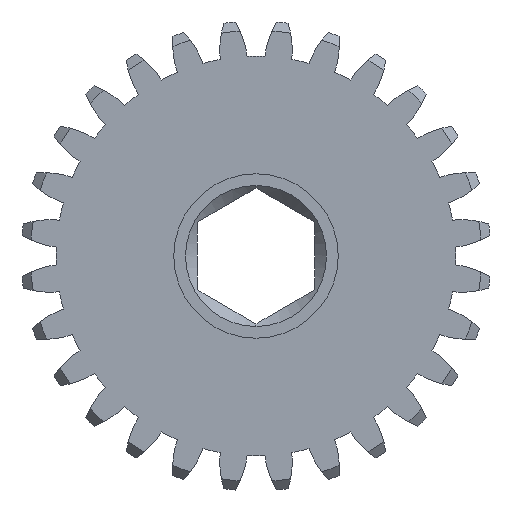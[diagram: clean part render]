
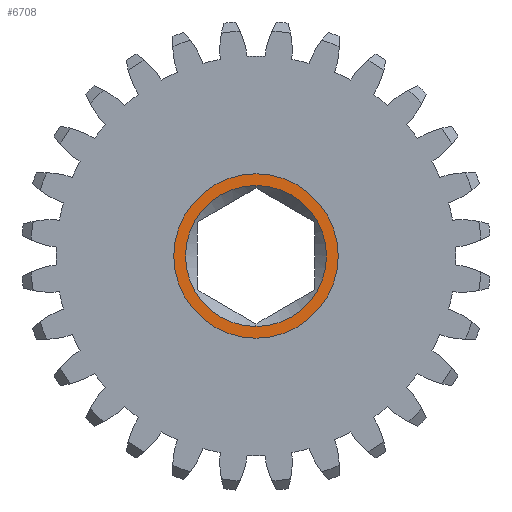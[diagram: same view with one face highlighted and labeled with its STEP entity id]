
A CAD part, left-side view. The second image highlights one B-rep face of the part: STEP entity #6708.
In plain terms, the highlighted planar face has unit normal (-1, 0, 0).
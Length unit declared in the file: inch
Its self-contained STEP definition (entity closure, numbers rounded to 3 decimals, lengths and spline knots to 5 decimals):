
#558 = DIRECTION ( 'NONE',  ( -1., 0., 0. ) ) ;
#619 = EDGE_CURVE ( 'NONE', #1404, #3112, #4546, .T. ) ;
#758 = EDGE_LOOP ( 'NONE', ( #4949, #3868 ) ) ;
#777 = CARTESIAN_POINT ( 'NONE',  ( -0.0625, 0., 0. ) ) ;
#798 = DIRECTION ( 'NONE',  ( 1., 0., 0. ) ) ;
#874 = PLANE ( 'NONE',  #6048 ) ;
#877 = VERTEX_POINT ( 'NONE', #2392 ) ;
#1404 = VERTEX_POINT ( 'NONE', #5096 ) ;
#1506 = AXIS2_PLACEMENT_3D ( 'NONE', #6671, #6177, #2443 ) ;
#1742 = EDGE_LOOP ( 'NONE', ( #4563, #6406 ) ) ;
#1974 = FACE_OUTER_BOUND ( 'NONE', #758, .T. ) ;
#2392 = CARTESIAN_POINT ( 'NONE',  ( -0.0625, 0., -0.225 ) ) ;
#2443 = DIRECTION ( 'NONE',  ( 0., 0., -1. ) ) ;
#2953 = CIRCLE ( 'NONE', #6127, 0.2625 ) ;
#3112 = VERTEX_POINT ( 'NONE', #4859 ) ;
#3483 = FACE_BOUND ( 'NONE', #1742, .T. ) ;
#3836 = VERTEX_POINT ( 'NONE', #4229 ) ;
#3868 = ORIENTED_EDGE ( 'NONE', *, *, #4236, .T. ) ;
#4101 = DIRECTION ( 'NONE',  ( 0., 0., -1. ) ) ;
#4138 = EDGE_CURVE ( 'NONE', #3836, #877, #6549, .T. ) ;
#4229 = CARTESIAN_POINT ( 'NONE',  ( -0.0625, 0., 0.225 ) ) ;
#4236 = EDGE_CURVE ( 'NONE', #3112, #1404, #2953, .T. ) ;
#4546 = CIRCLE ( 'NONE', #5414, 0.2625 ) ;
#4563 = ORIENTED_EDGE ( 'NONE', *, *, #5968, .T. ) ;
#4721 = CIRCLE ( 'NONE', #5489, 0.225 ) ;
#4826 = CARTESIAN_POINT ( 'NONE',  ( -0.0625, 0., 0. ) ) ;
#4859 = CARTESIAN_POINT ( 'NONE',  ( -0.0625, 0., 0.2625 ) ) ;
#4949 = ORIENTED_EDGE ( 'NONE', *, *, #619, .T. ) ;
#5096 = CARTESIAN_POINT ( 'NONE',  ( -0.0625, 0., -0.2625 ) ) ;
#5116 = DIRECTION ( 'NONE',  ( 0., 0., -1. ) ) ;
#5324 = CARTESIAN_POINT ( 'NONE',  ( -0.0625, 0., 0. ) ) ;
#5414 = AXIS2_PLACEMENT_3D ( 'NONE', #5324, #558, #4101 ) ;
#5489 = AXIS2_PLACEMENT_3D ( 'NONE', #777, #6590, #6526 ) ;
#5828 = DIRECTION ( 'NONE',  ( -1., 0., 0. ) ) ;
#5968 = EDGE_CURVE ( 'NONE', #877, #3836, #4721, .T. ) ;
#6048 = AXIS2_PLACEMENT_3D ( 'NONE', #6574, #798, #5116 ) ;
#6127 = AXIS2_PLACEMENT_3D ( 'NONE', #4826, #5828, #6795 ) ;
#6177 = DIRECTION ( 'NONE',  ( 1., 0., 0. ) ) ;
#6406 = ORIENTED_EDGE ( 'NONE', *, *, #4138, .T. ) ;
#6526 = DIRECTION ( 'NONE',  ( 0., 0., -1. ) ) ;
#6549 = CIRCLE ( 'NONE', #1506, 0.225 ) ;
#6574 = CARTESIAN_POINT ( 'NONE',  ( -0.0625, 0., 0. ) ) ;
#6590 = DIRECTION ( 'NONE',  ( 1., 0., 0. ) ) ;
#6671 = CARTESIAN_POINT ( 'NONE',  ( -0.0625, 0., 0. ) ) ;
#6708 = ADVANCED_FACE ( 'NONE', ( #3483, #1974 ), #874, .F. ) ;
#6795 = DIRECTION ( 'NONE',  ( 0., 0., -1. ) ) ;
